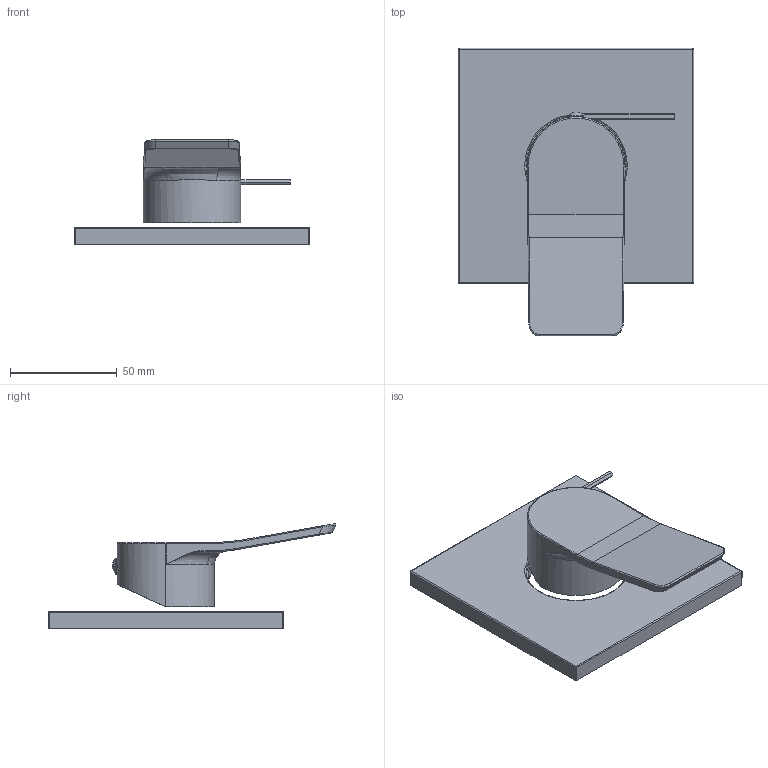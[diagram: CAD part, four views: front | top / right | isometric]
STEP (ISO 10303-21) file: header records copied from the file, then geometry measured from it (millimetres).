
FILE_DESCRIPTION((''),'2;1');
FILE_NAME('TI010CREST_ASM','2021-01-26T15:46:31',('stefano.gianpani'),('PAFFONI SpA'),'CREO PARAMETRIC BY PTC INC, 2020044','CREO PARAMETRIC BY PTC INC, 2020044','');
FILE_SCHEMA(('CONFIG_CONTROL_DESIGN','SHAPE_APPEARANCE_LAYERS_GROUPS'));
Length unit declared in the file: millimetre
Products named in the file (9): 4061662CR; 592305004A2; TCF0691105CR; CHBR25; 8001128_ASM; 4061170CR; 2091319; 2091340; TI010CREST_ASM
Assembly tree (8 placements, depth 3):
  TI010CREST_ASM
    4061662CR
    8001128_ASM
      592305004A2
      TCF0691105CR
      CHBR25
    4061170CR
    2091319
    2091340
Bounding box: 110 x 134.58 x 48.95 mm (x, y, z)
Volume: 87278.1 mm3; surface area: 66003.3 mm2
Topology: 7 solids, 9 shells, 221 faces, 505 edges, 307 vertices
Faces by surface type: plane 84, cylinder 76, torus 21, cone 19, bspline 11, sphere 10
Entity records: 8833 total; most frequent: CARTESIAN_POINT 1992, DIRECTION 1138, ORIENTED_EDGE 998, PRESENTATION_STYLE_ASSIGNMENT 512, STYLED_ITEM 512, CURVE_STYLE 503, EDGE_CURVE 503, AXIS2_PLACEMENT_3D 441
